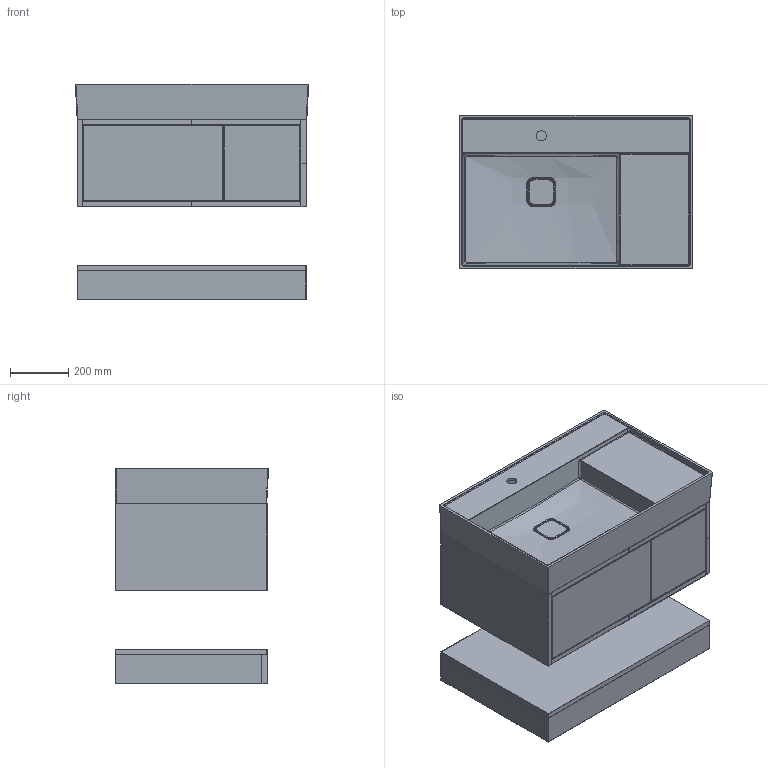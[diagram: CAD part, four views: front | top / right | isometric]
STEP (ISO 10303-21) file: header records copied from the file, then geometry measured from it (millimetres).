
FILE_DESCRIPTION(/* description */ (''),/* implementation_level */ '2;1');
FILE_NAME(/* name */ 'soul 800 сборка.stp',/* time_stamp */ '2025-07-17T12:50:16+03:00',/* author */ ('ya'),/* organization */ (''),/* preprocessor_version */ 'ST-DEVELOPER v18.1',/* originating_system */ 'Autodesk Inventor 2022',/* authorisation */ '');
FILE_SCHEMA (('AUTOMOTIVE_DESIGN { 1 0 10303 214 3 1 1 }'));
Products named in the file (3): soul 800 сборка; soul 800 мийка.iam; soul 800 тумба
Assembly tree (2 placements, depth 2):
  soul 800 сборка
    soul 800 мийка.iam
    soul 800 тумба
Bounding box: 800 x 525 x 738 mm (x, y, z)
Volume: 50356758.4 mm3; surface area: 7505803.2 mm2
Topology: 46 solids, 46 shells, 720 faces, 1692 edges, 1013 vertices
Faces by surface type: plane 423, bspline 130, cylinder 122, sphere 25, torus 13, cone 7
Full cylindrical faces by diameter (mm): 6 x4, 10 x4, 35 x1
Entity records: 46911 total; most frequent: CARTESIAN_POINT 31301, ORIENTED_EDGE 3312, DIRECTION 2941, EDGE_CURVE 1656, LINE 1079, VECTOR 1079, VERTEX_POINT 1013, AXIS2_PLACEMENT_3D 931
